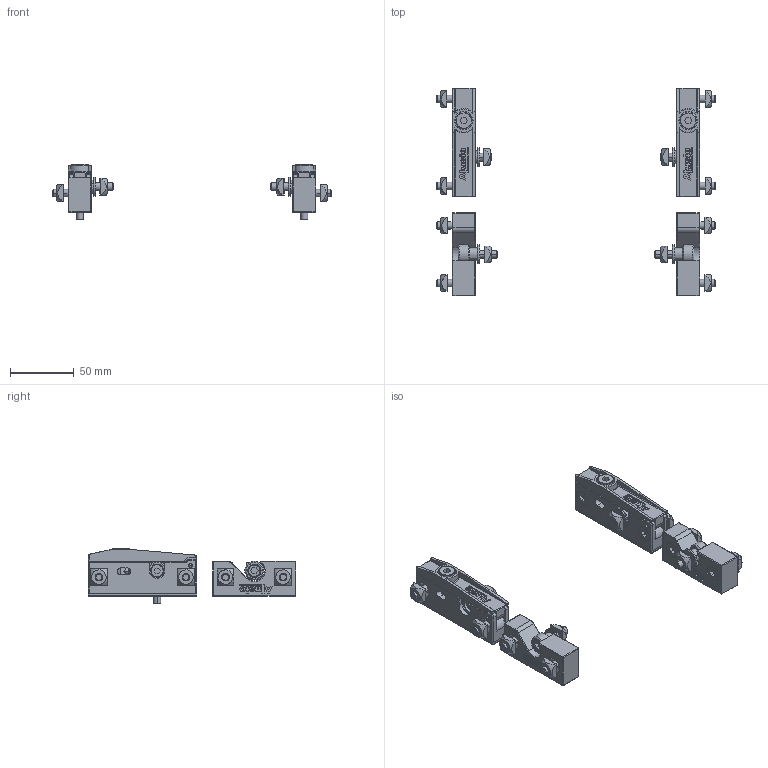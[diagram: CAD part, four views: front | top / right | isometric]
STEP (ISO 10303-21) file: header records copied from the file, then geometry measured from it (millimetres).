
FILE_DESCRIPTION (( 'STEP AP214' ), '1' );
FILE_NAME ('084.407.003.STEP', '2018-05-07T08:56:47', ( '' ), ( '' ), 'SwSTEP 2.0', 'SolidWorks 2016', '' );
FILE_SCHEMA (( 'AUTOMOTIVE_DESIGN' ));
Length unit declared in the file: millimetre
Products named in the file (16): 084.407.103-5; 084.407.103-6; 084.407.103-4; 084.302.000 DADI ALUSIC 13x13_084.302.003; VITI TCEI UNI 5931_M6x25 UNI 5931; 084.407.103-2; VITI TSEI UNI 5933_M6x30 UNI 5933; 084.407.104; SPINE CILINDRICHE UNI 1707_5x16 UNI 1707; 084.407.103-1; 084.407.105; SPINE CILINDRICHE UNI 1707; SPINE CILINDRICHE UNI 1707_3x16 UNI 1707; 084.407.003; 084.301.000 VITI ALUSIC_084.301.001; 084.407.103-3
Assembly tree (52 placements, depth 2):
  084.407.003
    VITI TCEI UNI 5931_M6x25 UNI 5931  x2
    VITI TSEI UNI 5933_M6x30 UNI 5933  x8
    SPINE CILINDRICHE UNI 1707_3x16 UNI 1707  x2
    084.301.000 VITI ALUSIC_084.301.001  x2
    084.407.103-5  x4
    084.407.103-4  x2
    SPINE CILINDRICHE UNI 1707_5x16 UNI 1707  x2
    SPINE CILINDRICHE UNI 1707  x4
    084.302.000 DADI ALUSIC 13x13_084.302.003  x12
    084.407.104  x2
    084.407.103-1  x2
    084.407.103-3  x2
    084.407.103-2  x2
    084.407.105  x4
    084.407.103-6  x2
Bounding box: 217.36 x 162.43 x 43.25 mm (x, y, z)
Volume: 155737 mm3; surface area: 86849 mm2
Topology: 52 solids, 52 shells, 1708 faces, 4276 edges, 2708 vertices
Faces by surface type: plane 752, cylinder 672, cone 120, bspline 116, sphere 48
Entity records: 25489 total; most frequent: CARTESIAN_POINT 7137, DIRECTION 3801, ORIENTED_EDGE 3612, EDGE_CURVE 1806, AXIS2_PLACEMENT_3D 1369, VERTEX_POINT 1157, VECTOR 1063, LINE 1063
